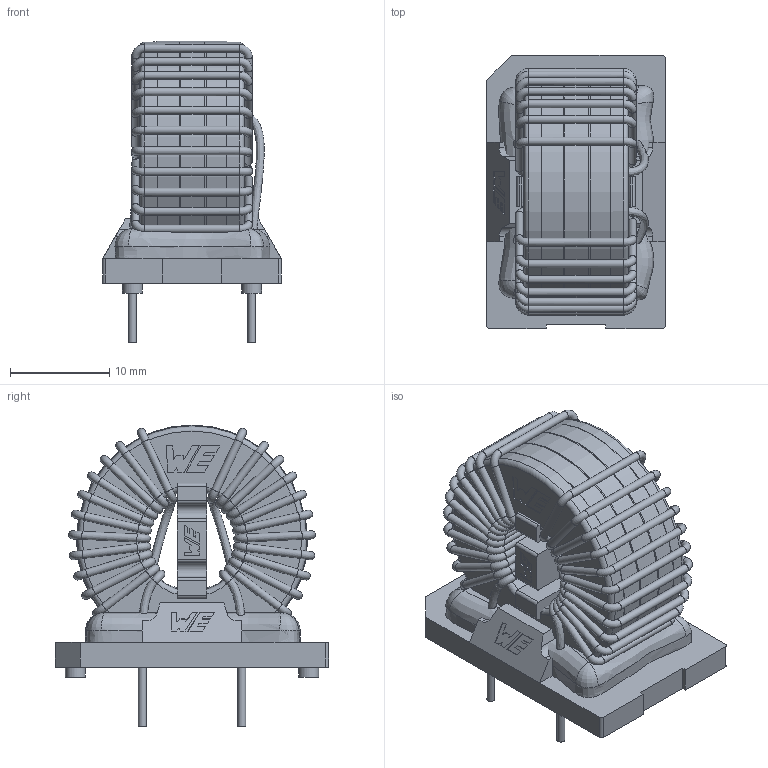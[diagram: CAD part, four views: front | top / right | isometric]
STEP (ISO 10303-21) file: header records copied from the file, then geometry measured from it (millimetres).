
FILE_DESCRIPTION(('STEP AP214'),'1');
FILE_NAME('L_Wurth_WE-CMBNC-TypeL_7448040515.step','2025-04-03T09:15:40',(' '),('ANSOFT Corporation'),'Spatial InterOp 3D',' ',' ');
FILE_SCHEMA(('AUTOMOTIVE_DESIGN { 1 0 10303 214 1 1 1 1 }'));
Length unit declared in the file: millimetre
Products named in the file (1): Glue
Bounding box: 18 x 27.5 x 30.39 mm (x, y, z)
Volume: 5957.5 mm3; surface area: 11521.4 mm2
Topology: 14 solids, 14 shells, 829 faces, 2140 edges, 1369 vertices
Faces by surface type: plane 487, cylinder 168, torus 99, bspline 44, cone 30, extrusion 1
Full cylindrical faces by diameter (mm): 0.8 x98, 0.95 x4, 1.8 x4, 2 x4, 2.5 x4, 10.1 x1, 11.9 x2, 12.5 x1, 20 x1, 20.6 x2, 23.2 x2, 23.28 x1
Entity records: 44203 total; most frequent: CARTESIAN_POINT 14130, DIRECTION 3673, ORIENTED_EDGE 3642, EDGE_CURVE 1821, STYLED_ITEM 1769, PRESENTATION_STYLE_ASSIGNMENT 1769, COLOUR_RGB 1769, VERTEX_POINT 1306
